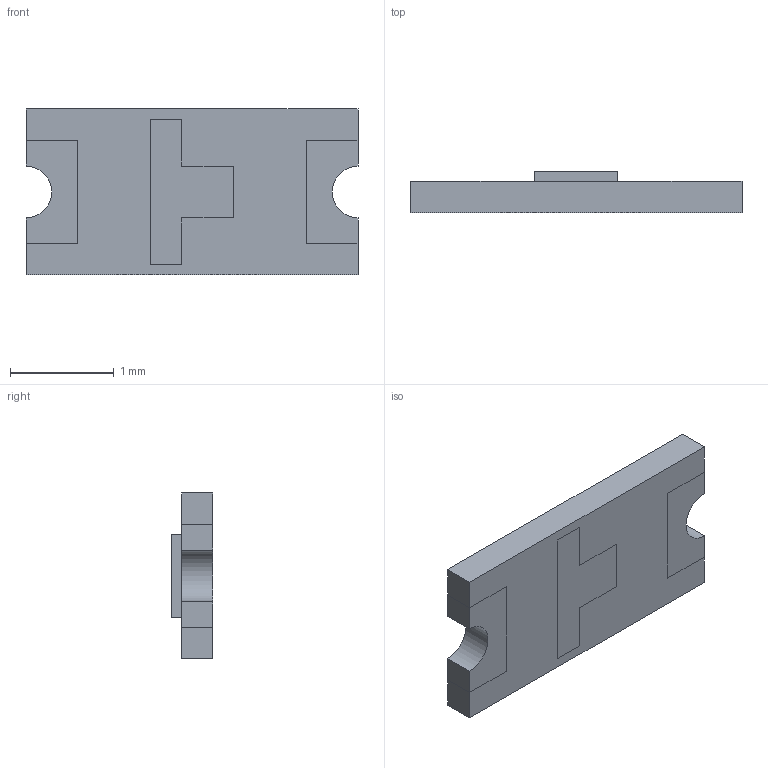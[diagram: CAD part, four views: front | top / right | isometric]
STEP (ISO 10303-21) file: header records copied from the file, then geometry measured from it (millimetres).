
FILE_DESCRIPTION (( 'STEP AP214' ), '1' );
FILE_NAME ('LED 1206 Base YELLOW.STEP', '2015-11-25T05:42:51', ( '' ), ( '' ), 'SwSTEP 2.0', 'SolidWorks 2015', '' );
FILE_SCHEMA (( 'AUTOMOTIVE_DESIGN' ));
Length unit declared in the file: millimetre
Products named in the file (1): LED 1206 Base YELLOW
Bounding box: 3.2 x 0.4 x 1.6 mm (x, y, z)
Volume: 1.5 mm3; surface area: 14.5 mm2
Topology: 2 solids, 2 shells, 29 faces, 80 edges, 56 vertices
Faces by surface type: plane 27, cylinder 2
Entity records: 1090 total; most frequent: CARTESIAN_POINT 166, ORIENTED_EDGE 160, DIRECTION 148, EDGE_CURVE 80, VECTOR 72, LINE 72, VERTEX_POINT 56, AXIS2_PLACEMENT_3D 38
